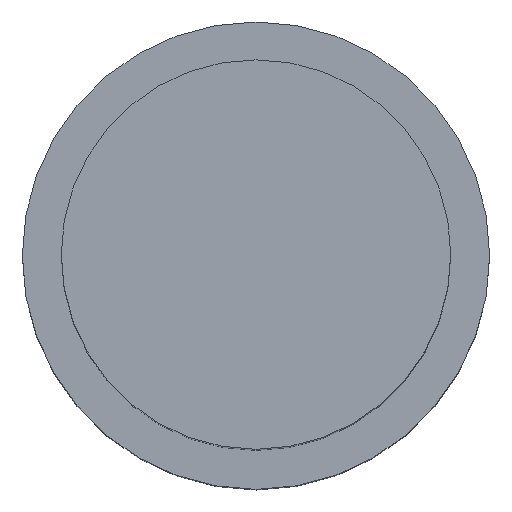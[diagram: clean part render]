
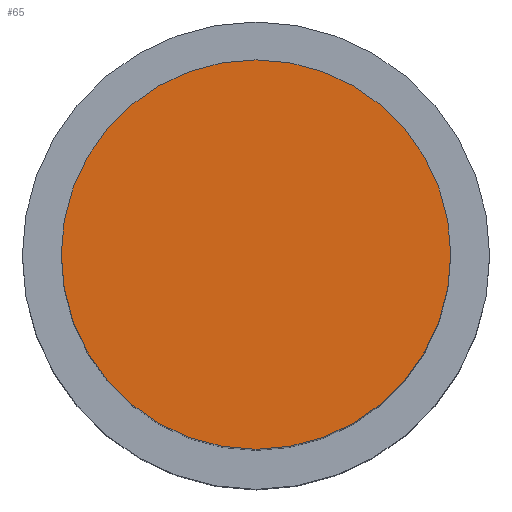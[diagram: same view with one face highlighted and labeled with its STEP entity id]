
A CAD part, top view. The second image highlights one B-rep face of the part: STEP entity #65.
In plain terms, the highlighted planar face has unit normal (0, 0, 1).
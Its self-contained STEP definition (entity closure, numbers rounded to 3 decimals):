
#25=FACE_OUTER_BOUND('',#31,.T.);
#31=EDGE_LOOP('',(#57));
#36=CIRCLE('',#87,1.5);
#40=VERTEX_POINT('',#123);
#45=EDGE_CURVE('',#40,#40,#36,.T.);
#57=ORIENTED_EDGE('',*,*,#45,.T.);
#60=PLANE('',#88);
#65=ADVANCED_FACE('',(#25),#60,.T.);
#87=AXIS2_PLACEMENT_3D('',#124,#105,#106);
#88=AXIS2_PLACEMENT_3D('',#126,#108,#109);
#105=DIRECTION('center_axis',(0.,0.,1.));
#106=DIRECTION('ref_axis',(1.,0.,0.));
#108=DIRECTION('center_axis',(0.,0.,1.));
#109=DIRECTION('ref_axis',(1.,0.,0.));
#123=CARTESIAN_POINT('',(32.042,4.75,24.16));
#124=CARTESIAN_POINT('Origin',(33.542,4.75,24.16));
#126=CARTESIAN_POINT('Origin',(33.542,4.75,24.16));
